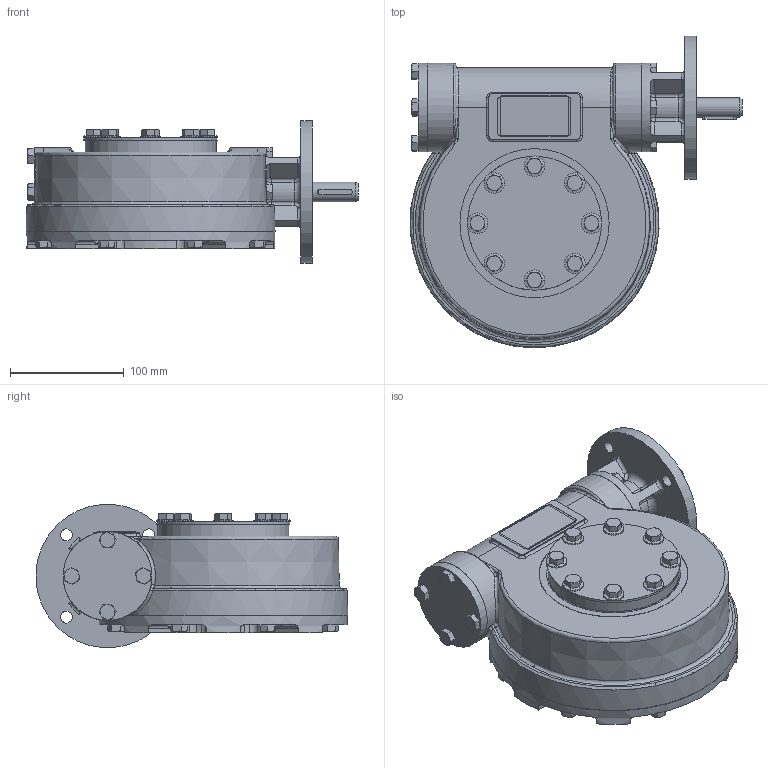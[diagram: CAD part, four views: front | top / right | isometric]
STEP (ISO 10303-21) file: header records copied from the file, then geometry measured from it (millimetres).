
FILE_DESCRIPTION(/* description */ ('Unknown'),/* implementation_level */ '2;1');
FILE_NAME(/* name */ 'PUB-MTW4-F10-F12',/* time_stamp */ '2015-12-09T08:50:54+00:00',/* author */ ('Unknown'),/* organization */ ('Unknown'),/* preprocessor_version */ 'ST-DEVELOPER v16',/* originating_system */ 'DEX',/* authorisation */ $);
FILE_SCHEMA (('AUTOMOTIVE_DESIGN {1 0 10303 214 3 1 1}'));
Length unit declared in the file: millimetre
Products named in the file (1): PUB-MTW4-F10-F12
Bounding box: 291.45 x 273.8 x 125.52 mm (x, y, z)
Surface area: 291454 mm2 (no closed solid volume)
Topology: 0 solids, 41 shells, 687 faces, 1707 edges, 1026 vertices
Faces by surface type: plane 241, cone 165, cylinder 136, bspline 79, torus 38, sphere 28
Full cylindrical faces by diameter (mm): 10.106 x4, 10.5 x4, 17 x1, 18 x8, 70.1 x1, 78 x4, 85 x1, 115 x2, 117.5 x1, 126 x1, 131 x1, 218 x1
Entity records: 34508 total; most frequent: CARTESIAN_POINT 17872, ORIENTED_EDGE 2983, DIRECTION 2786, EDGE_CURVE 1604, AXIS2_PLACEMENT_3D 1149, VERTEX_POINT 1008, FACE_BOUND 807, EDGE_LOOP 803
